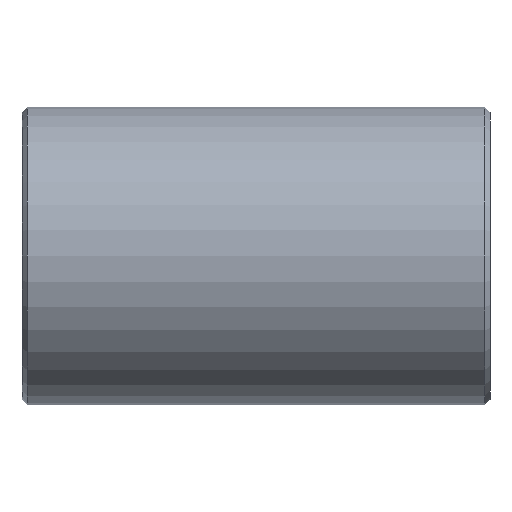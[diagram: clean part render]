
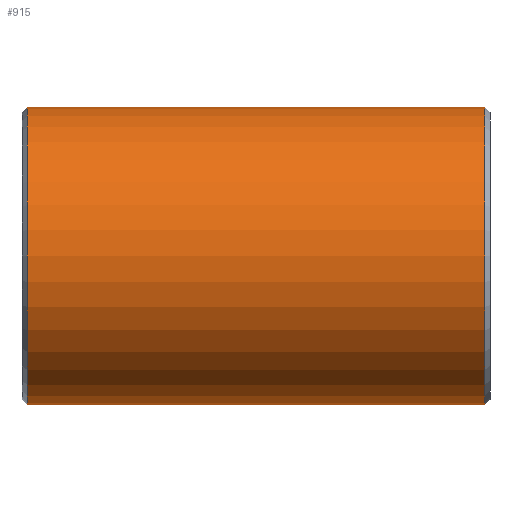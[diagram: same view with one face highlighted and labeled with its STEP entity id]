
A CAD part, front view. The second image highlights one B-rep face of the part: STEP entity #915.
In plain terms, the highlighted cylindrical face has radius 177.8 mm (diameter 355.6 mm), a partial arc.
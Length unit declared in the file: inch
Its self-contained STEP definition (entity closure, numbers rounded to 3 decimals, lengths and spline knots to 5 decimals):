
#31 = CIRCLE ( 'NONE', #940, 7. ) ;
#48 = CARTESIAN_POINT ( 'NONE',  ( 11., 0., 0. ) ) ;
#81 = LINE ( 'NONE', #323, #145 ) ;
#110 = EDGE_CURVE ( 'NONE', #646, #207, #81, .T. ) ;
#127 = CARTESIAN_POINT ( 'NONE',  ( -10.75, 0., -7. ) ) ;
#145 = VECTOR ( 'NONE', #262, 39.37008 ) ;
#180 = AXIS2_PLACEMENT_3D ( 'NONE', #48, #487, #846 ) ;
#203 = FACE_OUTER_BOUND ( 'NONE', #781, .T. ) ;
#207 = VERTEX_POINT ( 'NONE', #462 ) ;
#262 = DIRECTION ( 'NONE',  ( -1., 0., 0. ) ) ;
#268 = ORIENTED_EDGE ( 'NONE', *, *, #110, .T. ) ;
#281 = EDGE_CURVE ( 'NONE', #599, #440, #578, .T. ) ;
#323 = CARTESIAN_POINT ( 'NONE',  ( 11., 0., 7. ) ) ;
#340 = CARTESIAN_POINT ( 'NONE',  ( 10.75, 0., 7. ) ) ;
#344 = ORIENTED_EDGE ( 'NONE', *, *, #350, .T. ) ;
#350 = EDGE_CURVE ( 'NONE', #207, #440, #31, .T. ) ;
#357 = VECTOR ( 'NONE', #441, 39.37008 ) ;
#408 = CARTESIAN_POINT ( 'NONE',  ( 10.75, 0., 0. ) ) ;
#440 = VERTEX_POINT ( 'NONE', #127 ) ;
#441 = DIRECTION ( 'NONE',  ( -1., 0., 0. ) ) ;
#462 = CARTESIAN_POINT ( 'NONE',  ( -10.75, 0., 7. ) ) ;
#466 = DIRECTION ( 'NONE',  ( 0., 0., 1. ) ) ;
#487 = DIRECTION ( 'NONE',  ( -1., 0., 0. ) ) ;
#500 = ORIENTED_EDGE ( 'NONE', *, *, #746, .T. ) ;
#574 = AXIS2_PLACEMENT_3D ( 'NONE', #408, #778, #644 ) ;
#578 = LINE ( 'NONE', #875, #357 ) ;
#599 = VERTEX_POINT ( 'NONE', #629 ) ;
#629 = CARTESIAN_POINT ( 'NONE',  ( 10.75, 0., -7. ) ) ;
#644 = DIRECTION ( 'NONE',  ( 0., 0., -1. ) ) ;
#646 = VERTEX_POINT ( 'NONE', #340 ) ;
#681 = DIRECTION ( 'NONE',  ( 1., 0., 0. ) ) ;
#746 = EDGE_CURVE ( 'NONE', #599, #646, #763, .T. ) ;
#763 = CIRCLE ( 'NONE', #574, 7. ) ;
#778 = DIRECTION ( 'NONE',  ( -1., 0., 0. ) ) ;
#781 = EDGE_LOOP ( 'NONE', ( #800, #500, #268, #344 ) ) ;
#800 = ORIENTED_EDGE ( 'NONE', *, *, #281, .F. ) ;
#846 = DIRECTION ( 'NONE',  ( 0., 0., 1. ) ) ;
#867 = CYLINDRICAL_SURFACE ( 'NONE', #180, 7. ) ;
#875 = CARTESIAN_POINT ( 'NONE',  ( 11., 0., -7. ) ) ;
#904 = CARTESIAN_POINT ( 'NONE',  ( -10.75, 0., 0. ) ) ;
#915 = ADVANCED_FACE ( 'NONE', ( #203 ), #867, .T. ) ;
#940 = AXIS2_PLACEMENT_3D ( 'NONE', #904, #681, #466 ) ;
